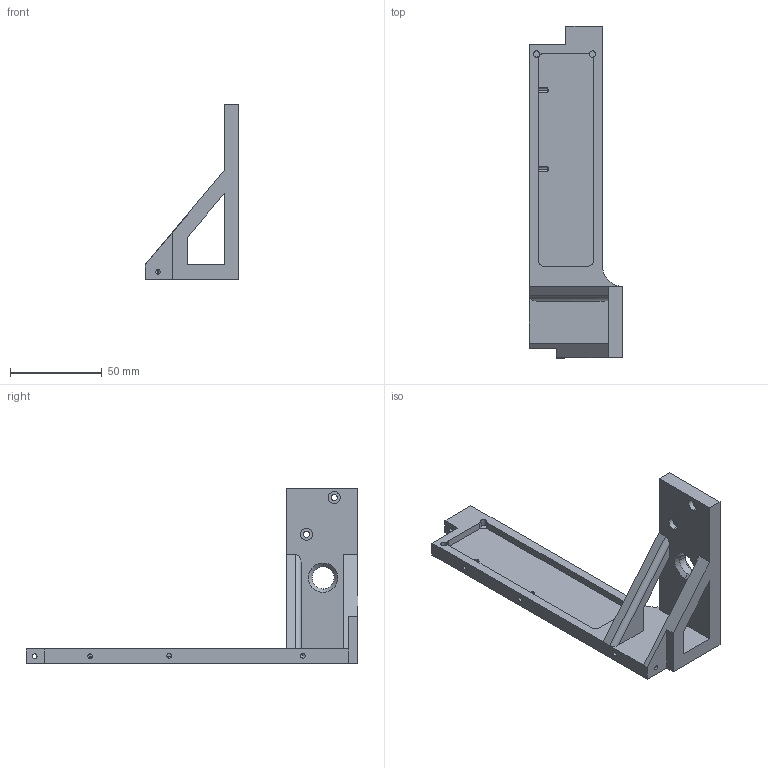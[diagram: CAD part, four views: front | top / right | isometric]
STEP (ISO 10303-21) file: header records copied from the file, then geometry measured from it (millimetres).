
FILE_DESCRIPTION (( 'STEP AP203' ), '1' );
FILE_NAME ('vertical truss-left front upper (XL).STEP', '2019-01-01T18:02:25', ( '' ), ( '' ), 'SwSTEP 2.0', 'SolidWorks 2018', '' );
FILE_SCHEMA (( 'CONFIG_CONTROL_DESIGN' ));
Length unit declared in the file: millimetre
Products named in the file (1): vertical truss-left front upper (XL)
Bounding box: 51.08 x 181 x 95.5 mm (x, y, z)
Volume: 79098.2 mm3; surface area: 32351.3 mm2
Topology: 1 solids, 1 shells, 81 faces, 225 edges, 143 vertices
Faces by surface type: cylinder 36, plane 33, cone 12
Entity records: 2686 total; most frequent: CARTESIAN_POINT 468, DIRECTION 461, ORIENTED_EDGE 438, EDGE_CURVE 219, AXIS2_PLACEMENT_3D 164, VERTEX_POINT 143, VECTOR 133, LINE 133
